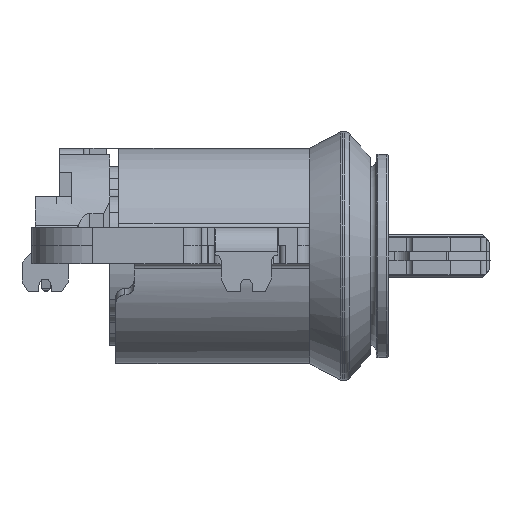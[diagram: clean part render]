
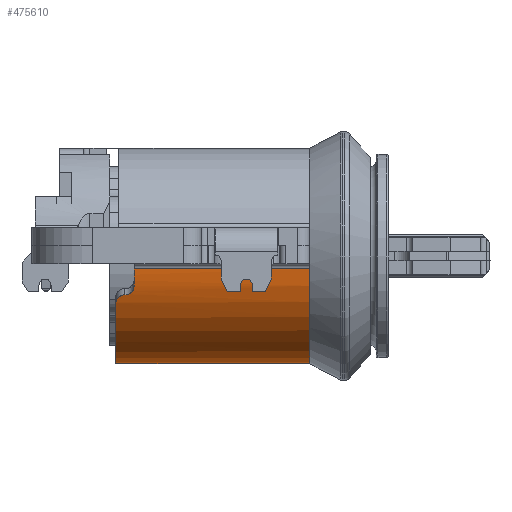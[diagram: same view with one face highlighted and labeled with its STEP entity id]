
A CAD part, left-side view. The second image highlights one B-rep face of the part: STEP entity #475610.
In plain terms, the highlighted cylindrical face has radius 1.73 mm (diameter 3.46 mm), a partial arc.
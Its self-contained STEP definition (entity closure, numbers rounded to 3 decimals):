
#397690=CARTESIAN_POINT('',(2.953,2.905,
-2.775));
#397700=VERTEX_POINT('',#397690);
#397730=CARTESIAN_POINT('',(2.953,1.175,
-2.775));
#397740=DIRECTION('',(0.,0.,-1.));
#397750=DIRECTION('',(-1.,0.,0.));
#397760=AXIS2_PLACEMENT_3D('',#397730,#397740,#397750);
#397770=CIRCLE('',#397760,1.73);
#397780=CARTESIAN_POINT('',(4.675,1.338,
-2.775));
#397790=VERTEX_POINT('',#397780);
#397800=EDGE_CURVE('',#397700,#397790,#397770,.T.);
#459700=CARTESIAN_POINT('',(4.675,1.338,
-5.675));
#459710=VERTEX_POINT('',#459700);
#459740=CARTESIAN_POINT('',(2.953,1.175,
-5.675));
#459750=DIRECTION('',(0.,0.,-1.));
#459760=DIRECTION('',(-1.,0.,0.));
#459770=AXIS2_PLACEMENT_3D('',#459740,#459750,#459760);
#459780=CIRCLE('',#459770,1.73);
#459790=CARTESIAN_POINT('',(4.623,1.624,
-5.675));
#459800=VERTEX_POINT('',#459790);
#459810=EDGE_CURVE('',#459800,#459710,#459780,.T.);
#460350=CARTESIAN_POINT('',(4.675,1.338,
-2.775));
#460360=DIRECTION('',(0.,0.,1.));
#460370=VECTOR('',#460360,1.);
#460380=LINE('',#460350,#460370);
#460390=EDGE_CURVE('',#459710,#397790,#460380,.T.);
#462050=CARTESIAN_POINT('',(4.521,1.905,
-5.975));
#462060=VERTEX_POINT('',#462050);
#462090=CARTESIAN_POINT('',(2.953,1.175,
-5.975));
#462100=DIRECTION('',(0.,0.,1.));
#462110=DIRECTION('',(0.906,0.422,
0.));
#462120=AXIS2_PLACEMENT_3D('',#462090,#462100,#462110);
#462130=CIRCLE('',#462120,1.73);
#462140=CARTESIAN_POINT('',(2.953,2.905,
-5.975));
#462150=VERTEX_POINT('',#462140);
#462160=EDGE_CURVE('',#462060,#462150,#462130,.T.);
#463670=CARTESIAN_POINT('',(2.953,2.905,
-2.775));
#463680=DIRECTION('',(0.,0.,-1.));
#463690=VECTOR('',#463680,1.);
#463700=LINE('',#463670,#463690);
#463710=EDGE_CURVE('',#397700,#462150,#463700,.T.);
#475070=CARTESIAN_POINT('',(4.578,1.767,
-5.825));
#475080=CARTESIAN_POINT('',(4.578,1.767,
-5.809));
#475090=CARTESIAN_POINT('',(4.58,1.762,
-5.778));
#475100=CARTESIAN_POINT('',(4.587,1.741,
-5.735));
#475110=CARTESIAN_POINT('',(4.598,1.71,
-5.702));
#475120=CARTESIAN_POINT('',(4.611,1.669,
-5.68));
#475130=CARTESIAN_POINT('',(4.619,1.639,
-5.675));
#475140=CARTESIAN_POINT('',(4.623,1.624,
-5.675));
#475150=B_SPLINE_CURVE_WITH_KNOTS('',3,(#475070,#475080,#475090,#475100,
#475110,#475120,#475130,#475140),.UNSPECIFIED.,.F.,.F.,(4,1,1,1,1,4),(0.
,0.2,0.4,0.6,0.8,1.),.UNSPECIFIED.);
#475160=CARTESIAN_POINT('',(4.578,1.767,
-5.825));
#475170=VERTEX_POINT('',#475160);
#475180=EDGE_CURVE('',#475170,#459800,#475150,.T.);
#475370=CARTESIAN_POINT('',(2.953,1.175,
-2.775));
#475380=DIRECTION('',(0.,0.,1.));
#475390=DIRECTION('',(-1.,0.,0.));
#475400=AXIS2_PLACEMENT_3D('',#475370,#475380,#475390);
#475410=CYLINDRICAL_SURFACE('',#475400,1.73);
#475420=ORIENTED_EDGE('',*,*,#397800,.T.);
#475430=ORIENTED_EDGE('',*,*,#463710,.F.);
#475440=ORIENTED_EDGE('',*,*,#462160,.T.);
#475450=CARTESIAN_POINT('',(4.521,1.905,
-5.975));
#475460=CARTESIAN_POINT('',(4.528,1.891,
-5.975));
#475470=CARTESIAN_POINT('',(4.54,1.863,
-5.97));
#475480=CARTESIAN_POINT('',(4.557,1.823,
-5.949));
#475490=CARTESIAN_POINT('',(4.569,1.792,
-5.915));
#475500=CARTESIAN_POINT('',(4.576,1.771,
-5.872));
#475510=CARTESIAN_POINT('',(4.578,1.767,
-5.841));
#475520=CARTESIAN_POINT('',(4.578,1.767,
-5.825));
#475530=B_SPLINE_CURVE_WITH_KNOTS('',3,(#475450,#475460,#475470,#475480,
#475490,#475500,#475510,#475520),.UNSPECIFIED.,.F.,.F.,(4,1,1,1,1,4),(0.
,0.2,0.4,0.6,0.8,1.),.UNSPECIFIED.);
#475540=EDGE_CURVE('',#462060,#475170,#475530,.T.);
#475550=ORIENTED_EDGE('',*,*,#475540,.F.);
#475560=ORIENTED_EDGE('',*,*,#475180,.F.);
#475570=ORIENTED_EDGE('',*,*,#459810,.F.);
#475580=ORIENTED_EDGE('',*,*,#460390,.F.);
#475590=EDGE_LOOP('',(#475580,#475570,#475560,#475550,#475440,#475430,
#475420));
#475600=FACE_OUTER_BOUND('',#475590,.T.);
#475610=ADVANCED_FACE('',(#475600),#475410,.T.);
